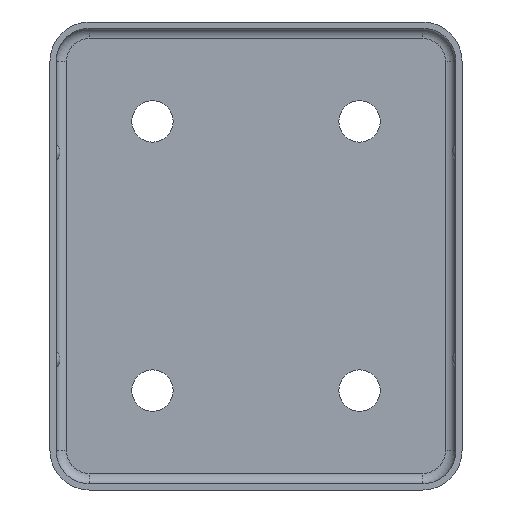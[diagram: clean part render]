
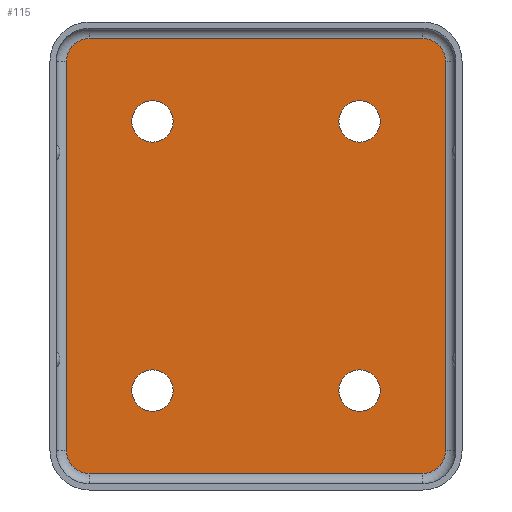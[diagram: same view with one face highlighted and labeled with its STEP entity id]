
A CAD part, front view. The second image highlights one B-rep face of the part: STEP entity #115.
In plain terms, the highlighted planar face has unit normal (0, -1, 0).
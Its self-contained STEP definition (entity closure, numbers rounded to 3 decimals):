
#115 = ADVANCED_FACE( 'NONE', ( #255, #256, #257, #258, #259 ), #260, .T. );
#255 = FACE_BOUND( '', #424, .T. );
#256 = FACE_BOUND( '', #425, .T. );
#257 = FACE_BOUND( '', #426, .T. );
#258 = FACE_BOUND( '', #427, .T. );
#259 = FACE_OUTER_BOUND( '', #428, .T. );
#260 = PLANE( '', #429 );
#424 = EDGE_LOOP( '', ( #690 ) );
#425 = EDGE_LOOP( '', ( #691 ) );
#426 = EDGE_LOOP( '', ( #692 ) );
#427 = EDGE_LOOP( '', ( #693 ) );
#428 = EDGE_LOOP( '', ( #694, #695, #696, #697, #698, #699, #700, #701 ) );
#429 = AXIS2_PLACEMENT_3D( '', #702, #703, #704 );
#690 = ORIENTED_EDGE( '', *, *, #981, .F. );
#691 = ORIENTED_EDGE( '', *, *, #982, .T. );
#692 = ORIENTED_EDGE( '', *, *, #983, .T. );
#693 = ORIENTED_EDGE( '', *, *, #984, .F. );
#694 = ORIENTED_EDGE( '', *, *, #985, .F. );
#695 = ORIENTED_EDGE( '', *, *, #964, .F. );
#696 = ORIENTED_EDGE( '', *, *, #916, .F. );
#697 = ORIENTED_EDGE( '', *, *, #986, .T. );
#698 = ORIENTED_EDGE( '', *, *, #901, .T. );
#699 = ORIENTED_EDGE( '', *, *, #921, .F. );
#700 = ORIENTED_EDGE( '', *, *, #970, .T. );
#701 = ORIENTED_EDGE( '', *, *, #987, .T. );
#702 = CARTESIAN_POINT( '', ( 8.05, 0., -9.4 ) );
#703 = DIRECTION( '', ( 0., -1., 0. ) );
#704 = DIRECTION( '', ( 0., 0., -1. ) );
#901 = EDGE_CURVE( 'NONE', #1050, #1048, #1051, .T. );
#916 = EDGE_CURVE( 'NONE', #1073, #1075, #1076, .T. );
#921 = EDGE_CURVE( 'NONE', #1081, #1048, #1083, .T. );
#964 = EDGE_CURVE( 'NONE', #1075, #1150, #1151, .T. );
#970 = EDGE_CURVE( 'NONE', #1081, #1157, #1159, .T. );
#981 = EDGE_CURVE( '', #1174, #1174, #1175, .T. );
#982 = EDGE_CURVE( '', #1176, #1176, #1177, .F. );
#983 = EDGE_CURVE( '', #1178, #1178, #1179, .F. );
#984 = EDGE_CURVE( '', #1180, #1180, #1181, .T. );
#985 = EDGE_CURVE( 'NONE', #1150, #1182, #1183, .T. );
#986 = EDGE_CURVE( 'NONE', #1073, #1050, #1184, .T. );
#987 = EDGE_CURVE( 'NONE', #1157, #1182, #1185, .T. );
#1048 = VERTEX_POINT( 'NONE', #1258 );
#1050 = VERTEX_POINT( 'NONE', #1260 );
#1051 = LINE( '', #1261, #1262 );
#1073 = VERTEX_POINT( 'NONE', #1289 );
#1075 = VERTEX_POINT( 'NONE', #1291 );
#1076 = LINE( '', #1292, #1293 );
#1081 = VERTEX_POINT( 'NONE', #1298 );
#1083 = CIRCLE( '', #1300, 1.1 );
#1150 = VERTEX_POINT( 'NONE', #1382 );
#1151 = CIRCLE( '', #1383, 1.1 );
#1157 = VERTEX_POINT( 'NONE', #1390 );
#1159 = LINE( '', #1392, #1393 );
#1174 = VERTEX_POINT( '', #1410 );
#1175 = CIRCLE( '', #1411, 1. );
#1176 = VERTEX_POINT( '', #1412 );
#1177 = CIRCLE( '', #1413, 1. );
#1178 = VERTEX_POINT( '', #1414 );
#1179 = CIRCLE( '', #1415, 1. );
#1180 = VERTEX_POINT( '', #1416 );
#1181 = CIRCLE( '', #1417, 1. );
#1182 = VERTEX_POINT( 'NONE', #1418 );
#1183 = LINE( '', #1419, #1420 );
#1184 = CIRCLE( '', #1421, 1.1 );
#1185 = CIRCLE( '', #1422, 1.1 );
#1258 = CARTESIAN_POINT( '', ( -8.05, 0., 10.5 ) );
#1260 = CARTESIAN_POINT( '', ( 8.05, 0., 10.5 ) );
#1261 = CARTESIAN_POINT( '', ( 8.05, 0., 10.5 ) );
#1262 = VECTOR( '', #1502, 1000. );
#1289 = CARTESIAN_POINT( '', ( 9.15, 0., 9.4 ) );
#1291 = CARTESIAN_POINT( '', ( 9.15, 0., -9.4 ) );
#1292 = CARTESIAN_POINT( '', ( 9.15, 0., 0. ) );
#1293 = VECTOR( '', #1523, 1000. );
#1298 = CARTESIAN_POINT( '', ( -9.15, 0., 9.4 ) );
#1300 = AXIS2_PLACEMENT_3D( '', #1533, #1534, #1535 );
#1382 = CARTESIAN_POINT( '', ( 8.05, 0., -10.5 ) );
#1383 = AXIS2_PLACEMENT_3D( '', #1602, #1603, #1604 );
#1390 = CARTESIAN_POINT( '', ( -9.15, 0., -9.4 ) );
#1392 = CARTESIAN_POINT( '', ( -9.15, 0., 0. ) );
#1393 = VECTOR( '', #1612, 1000. );
#1410 = CARTESIAN_POINT( '', ( 5., 0., -7.5 ) );
#1411 = AXIS2_PLACEMENT_3D( '', #1627, #1628, #1629 );
#1412 = CARTESIAN_POINT( '', ( 5., 0., 5.5 ) );
#1413 = AXIS2_PLACEMENT_3D( '', #1630, #1631, #1632 );
#1414 = CARTESIAN_POINT( '', ( -5., 0., -7.5 ) );
#1415 = AXIS2_PLACEMENT_3D( '', #1633, #1634, #1635 );
#1416 = CARTESIAN_POINT( '', ( -5., 0., 5.5 ) );
#1417 = AXIS2_PLACEMENT_3D( '', #1636, #1637, #1638 );
#1418 = CARTESIAN_POINT( '', ( -8.05, 0., -10.5 ) );
#1419 = CARTESIAN_POINT( '', ( 8.05, 0., -10.5 ) );
#1420 = VECTOR( '', #1639, 1000. );
#1421 = AXIS2_PLACEMENT_3D( '', #1640, #1641, #1642 );
#1422 = AXIS2_PLACEMENT_3D( '', #1643, #1644, #1645 );
#1502 = DIRECTION( '', ( -1., 0., 0. ) );
#1523 = DIRECTION( '', ( 0., 0., -1. ) );
#1533 = CARTESIAN_POINT( '', ( -8.05, 0., 9.4 ) );
#1534 = DIRECTION( '', ( 0., 1., 0. ) );
#1535 = DIRECTION( '', ( 0., 0., -1. ) );
#1602 = CARTESIAN_POINT( '', ( 8.05, 0., -9.4 ) );
#1603 = DIRECTION( '', ( 0., 1., 0. ) );
#1604 = DIRECTION( '', ( 0., 0., 1. ) );
#1612 = DIRECTION( '', ( 0., 0., -1. ) );
#1627 = CARTESIAN_POINT( '', ( 5., 0., -6.5 ) );
#1628 = DIRECTION( '', ( 0., -1., 0. ) );
#1629 = DIRECTION( '', ( 0., 0., -1. ) );
#1630 = CARTESIAN_POINT( '', ( 5., 0., 6.5 ) );
#1631 = DIRECTION( '', ( 0., -1., 0. ) );
#1632 = DIRECTION( '', ( 0., 0., -1. ) );
#1633 = CARTESIAN_POINT( '', ( -5., 0., -6.5 ) );
#1634 = DIRECTION( '', ( 0., -1., 0. ) );
#1635 = DIRECTION( '', ( 0., 0., -1. ) );
#1636 = CARTESIAN_POINT( '', ( -5., 0., 6.5 ) );
#1637 = DIRECTION( '', ( 0., -1., 0. ) );
#1638 = DIRECTION( '', ( 0., 0., -1. ) );
#1639 = DIRECTION( '', ( -1., 0., 0. ) );
#1640 = CARTESIAN_POINT( '', ( 8.05, 0., 9.4 ) );
#1641 = DIRECTION( '', ( 0., -1., 0. ) );
#1642 = DIRECTION( '', ( 0., 0., -1. ) );
#1643 = CARTESIAN_POINT( '', ( -8.05, 0., -9.4 ) );
#1644 = DIRECTION( '', ( 0., -1., 0. ) );
#1645 = DIRECTION( '', ( 0., 0., 1. ) );
